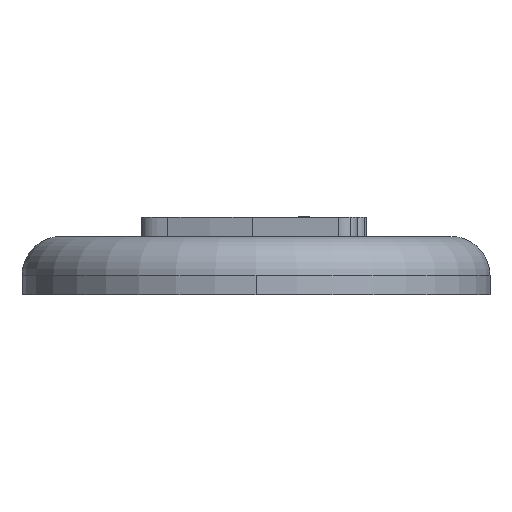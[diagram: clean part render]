
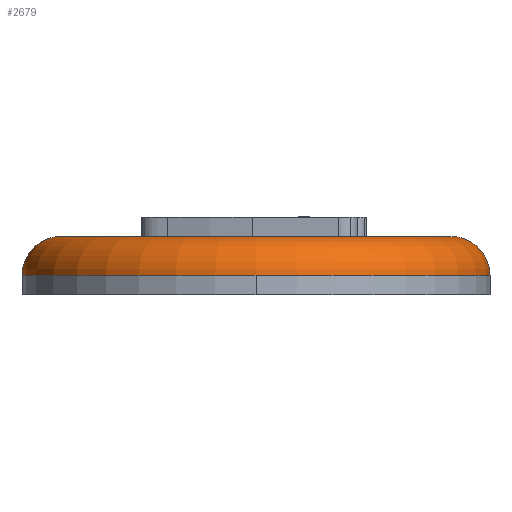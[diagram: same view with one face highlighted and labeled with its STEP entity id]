
A CAD part, left-side view. The second image highlights one B-rep face of the part: STEP entity #2679.
In plain terms, the highlighted toroidal (fillet/blend) face has major radius 10 mm and minor radius 2 mm.
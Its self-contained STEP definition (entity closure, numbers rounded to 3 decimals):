
#220 = EDGE_CURVE ( 'NONE', #2212, #6604, #10951, .T. ) ;
#247 = CARTESIAN_POINT ( 'NONE',  ( -40., 0., 1. ) ) ;
#729 = DIRECTION ( 'NONE',  ( 0., 0., 1. ) ) ;
#901 = DIRECTION ( 'NONE',  ( 1., 0., 0. ) ) ;
#1033 = AXIS2_PLACEMENT_3D ( 'NONE', #2897, #10440, #1839 ) ;
#1584 = CARTESIAN_POINT ( 'NONE',  ( -40., 0., 1. ) ) ;
#1839 = DIRECTION ( 'NONE',  ( 0., 0., -1. ) ) ;
#1925 = TOROIDAL_SURFACE ( 'NONE', #10544, 10., 2. ) ;
#2212 = VERTEX_POINT ( 'NONE', #3460 ) ;
#2287 = AXIS2_PLACEMENT_3D ( 'NONE', #10099, #11008, #8464 ) ;
#2631 = CARTESIAN_POINT ( 'NONE',  ( -40., -10., 1. ) ) ;
#2665 = CARTESIAN_POINT ( 'NONE',  ( -40., 12., 1. ) ) ;
#2679 = ADVANCED_FACE ( 'NONE', ( #10129 ), #1925, .T. ) ;
#2897 = CARTESIAN_POINT ( 'NONE',  ( -40., 10., 1. ) ) ;
#3165 = EDGE_CURVE ( 'NONE', #6604, #4546, #5340, .T. ) ;
#3190 = ORIENTED_EDGE ( 'NONE', *, *, #4233, .F. ) ;
#3218 = EDGE_CURVE ( 'NONE', #6081, #9385, #8028, .T. ) ;
#3460 = CARTESIAN_POINT ( 'NONE',  ( -40., -12., 1. ) ) ;
#3467 = AXIS2_PLACEMENT_3D ( 'NONE', #2631, #6165, #5168 ) ;
#3581 = CARTESIAN_POINT ( 'NONE',  ( -40., 10., 3. ) ) ;
#4087 = DIRECTION ( 'NONE',  ( 1., 0., 0. ) ) ;
#4233 = EDGE_CURVE ( 'NONE', #4546, #6081, #4451, .T. ) ;
#4451 = CIRCLE ( 'NONE', #1033, 2. ) ;
#4546 = VERTEX_POINT ( 'NONE', #2665 ) ;
#4899 = CARTESIAN_POINT ( 'NONE',  ( -40., -10., 3. ) ) ;
#5168 = DIRECTION ( 'NONE',  ( 0., 0., -1. ) ) ;
#5340 = CIRCLE ( 'NONE', #2287, 12. ) ;
#6081 = VERTEX_POINT ( 'NONE', #3581 ) ;
#6088 = AXIS2_PLACEMENT_3D ( 'NONE', #247, #6378, #7224 ) ;
#6165 = DIRECTION ( 'NONE',  ( 1., 0., 0. ) ) ;
#6378 = DIRECTION ( 'NONE',  ( 0., 0., -1. ) ) ;
#6604 = VERTEX_POINT ( 'NONE', #8481 ) ;
#6759 = EDGE_LOOP ( 'NONE', ( #3190, #10433, #9063, #7112, #8693 ) ) ;
#7112 = ORIENTED_EDGE ( 'NONE', *, *, #7653, .F. ) ;
#7224 = DIRECTION ( 'NONE',  ( 1., 0., 0. ) ) ;
#7653 = EDGE_CURVE ( 'NONE', #9385, #2212, #10290, .T. ) ;
#7841 = AXIS2_PLACEMENT_3D ( 'NONE', #8294, #11057, #4087 ) ;
#8028 = CIRCLE ( 'NONE', #7841, 10. ) ;
#8294 = CARTESIAN_POINT ( 'NONE',  ( -40., 0., 3. ) ) ;
#8464 = DIRECTION ( 'NONE',  ( 1., 0., 0. ) ) ;
#8481 = CARTESIAN_POINT ( 'NONE',  ( -52., 0., 1. ) ) ;
#8693 = ORIENTED_EDGE ( 'NONE', *, *, #3218, .F. ) ;
#9063 = ORIENTED_EDGE ( 'NONE', *, *, #220, .F. ) ;
#9385 = VERTEX_POINT ( 'NONE', #4899 ) ;
#10099 = CARTESIAN_POINT ( 'NONE',  ( -40., 0., 1. ) ) ;
#10129 = FACE_OUTER_BOUND ( 'NONE', #6759, .T. ) ;
#10290 = CIRCLE ( 'NONE', #3467, 2. ) ;
#10433 = ORIENTED_EDGE ( 'NONE', *, *, #3165, .F. ) ;
#10440 = DIRECTION ( 'NONE',  ( 1., 0., 0. ) ) ;
#10544 = AXIS2_PLACEMENT_3D ( 'NONE', #1584, #729, #901 ) ;
#10951 = CIRCLE ( 'NONE', #6088, 12. ) ;
#11008 = DIRECTION ( 'NONE',  ( 0., 0., -1. ) ) ;
#11057 = DIRECTION ( 'NONE',  ( 0., 0., 1. ) ) ;
